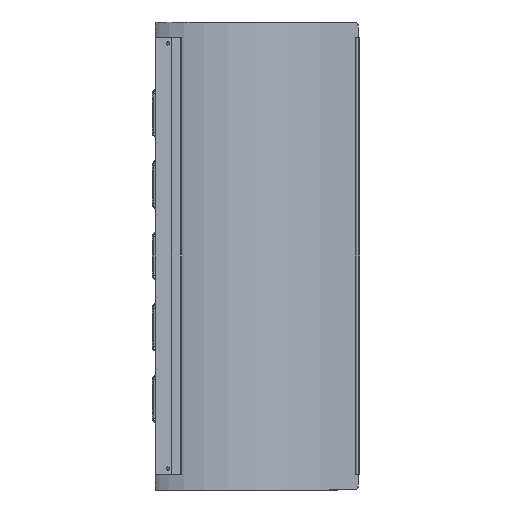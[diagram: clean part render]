
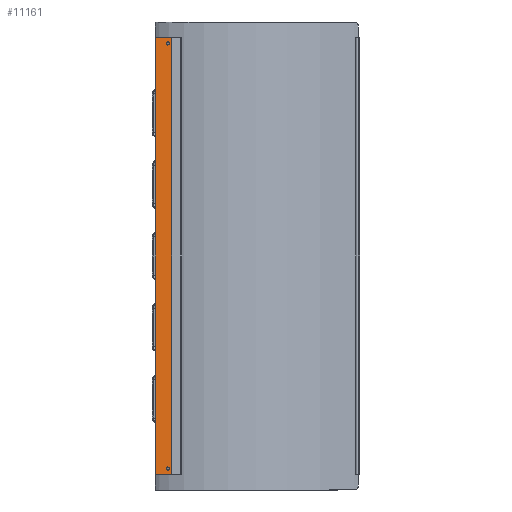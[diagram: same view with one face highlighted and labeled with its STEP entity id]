
A CAD part, front view. The second image highlights one B-rep face of the part: STEP entity #11161.
In plain terms, the highlighted planar face has unit normal (0.139, -0.99, 0).
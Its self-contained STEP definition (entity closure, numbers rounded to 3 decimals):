
#9709=CARTESIAN_POINT('',(-240.145,2.538,563.));
#9710=VERTEX_POINT('',#9709);
#9711=CARTESIAN_POINT('',(-242.125,2.259,563.));
#9712=DIRECTION('',(-0.139,0.99,0.));
#9713=DIRECTION('',(0.99,0.139,0.));
#9714=AXIS2_PLACEMENT_3D('',#9711,#9712,#9713);
#9715=CIRCLE('',#9714,2.);
#9716=EDGE_CURVE('',#9710,#9710,#9715,.T.);
#9737=CARTESIAN_POINT('',(-240.145,2.538,27.));
#9738=VERTEX_POINT('',#9737);
#9739=CARTESIAN_POINT('',(-242.125,2.259,27.));
#9740=DIRECTION('',(-0.139,0.99,0.));
#9741=DIRECTION('',(0.99,0.139,0.));
#9742=AXIS2_PLACEMENT_3D('',#9739,#9740,#9741);
#9743=CIRCLE('',#9742,2.);
#9744=EDGE_CURVE('',#9738,#9738,#9743,.T.);
#10325=CARTESIAN_POINT('',(-226.016,4.523,570.));
#10326=VERTEX_POINT('',#10325);
#10358=CARTESIAN_POINT('',(-226.016,4.523,20.));
#10359=VERTEX_POINT('',#10358);
#10399=CARTESIAN_POINT('',(-257.058,0.16,570.));
#10400=VERTEX_POINT('',#10399);
#10407=CARTESIAN_POINT('',(-226.016,4.523,570.));
#10408=DIRECTION('',(-0.99,-0.139,0.0));
#10409=VECTOR('',#10408,31.347);
#10410=LINE('',#10407,#10409);
#10411=EDGE_CURVE('',#10326,#10400,#10410,.T.);
#10422=CARTESIAN_POINT('',(-257.058,0.16,20.));
#10423=VERTEX_POINT('',#10422);
#10424=CARTESIAN_POINT('',(-257.058,0.16,20.));
#10425=DIRECTION('',(0.99,0.139,0.0));
#10426=VECTOR('',#10425,31.347);
#10427=LINE('',#10424,#10426);
#10428=EDGE_CURVE('',#10423,#10359,#10427,.T.);
#10723=CARTESIAN_POINT('',(-257.058,0.16,20.));
#10724=DIRECTION('',(0.0,0.0,1.0));
#10725=VECTOR('',#10724,550.);
#10726=LINE('',#10723,#10725);
#10727=EDGE_CURVE('',#10423,#10400,#10726,.T.);
#11074=CARTESIAN_POINT('',(-226.016,4.523,20.));
#11075=DIRECTION('',(0.0,0.0,1.0));
#11076=VECTOR('',#11075,550.);
#11077=LINE('',#11074,#11076);
#11078=EDGE_CURVE('',#10359,#10326,#11077,.T.);
#11144=CARTESIAN_POINT('',(-457.737,-28.043,295.));
#11145=DIRECTION('',(-0.139,0.99,0.));
#11146=DIRECTION('',(0.0,0.0,1.0));
#11147=AXIS2_PLACEMENT_3D('',#11144,#11145,#11146);
#11148=PLANE('',#11147);
#11149=ORIENTED_EDGE('',*,*,#10411,.T.);
#11150=ORIENTED_EDGE('',*,*,#10727,.F.);
#11151=ORIENTED_EDGE('',*,*,#10428,.T.);
#11152=ORIENTED_EDGE('',*,*,#11078,.T.);
#11153=EDGE_LOOP('',(#11149,#11150,#11151,#11152));
#11154=FACE_OUTER_BOUND('',#11153,.T.);
#11155=ORIENTED_EDGE('',*,*,#9716,.T.);
#11156=EDGE_LOOP('',(#11155));
#11157=FACE_BOUND('',#11156,.T.);
#11158=ORIENTED_EDGE('',*,*,#9744,.T.);
#11159=EDGE_LOOP('',(#11158));
#11160=FACE_BOUND('',#11159,.T.);
#11161=ADVANCED_FACE('',(#11154,#11157,#11160),#11148,.F.);
